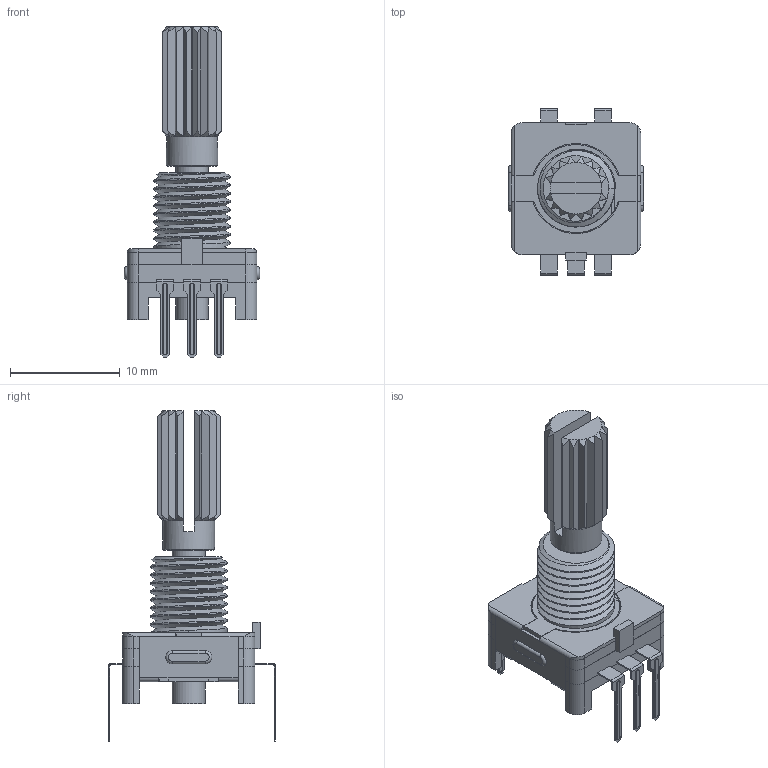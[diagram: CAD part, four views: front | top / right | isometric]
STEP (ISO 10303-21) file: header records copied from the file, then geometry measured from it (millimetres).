
FILE_DESCRIPTION(/* description */ (''),/* implementation_level */ '2;1');
FILE_NAME(/* name */ 'EC11_Rotary_Encoder_Switched_No-MP.step',/* time_stamp */ '2020-11-30T20:56:30-07:00',/* author */ (''),/* organization */ (''),/* preprocessor_version */ 'ST-DEVELOPER v18.1',/* originating_system */ 'Autodesk Translation Framework v9.3.0.1241',/* authorisation */ '');
FILE_SCHEMA (('AUTOMOTIVE_DESIGN { 1 0 10303 214 3 1 1 }'));
Length unit declared in the file: millimetre
Products named in the file (1): EC11_Rotary_Encoder_Switched_No-MP
Bounding box: 12.3 x 15.26 x 30.08 mm (x, y, z)
Volume: 1092.3 mm3; surface area: 2214.6 mm2
Topology: 10 solids, 10 shells, 534 faces, 1294 edges, 792 vertices
Faces by surface type: plane 340, cylinder 117, cone 34, torus 24, bspline 19
Full cylindrical faces by diameter (mm): 3 x2, 4.7 x1, 7 x8
Entity records: 19716 total; most frequent: CARTESIAN_POINT 6761, ORIENTED_EDGE 2588, DIRECTION 2498, EDGE_CURVE 1294, LINE 872, VECTOR 872, AXIS2_PLACEMENT_3D 813, VERTEX_POINT 792
